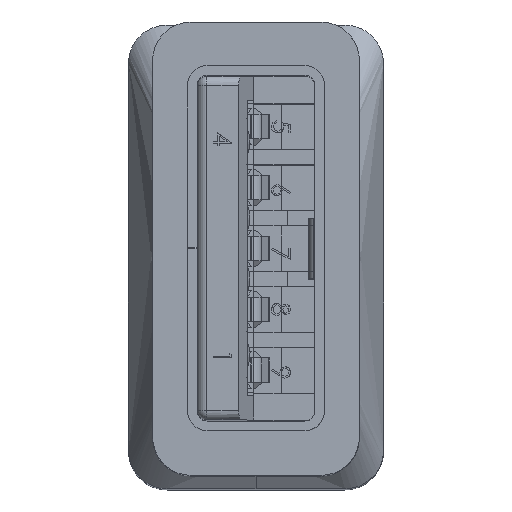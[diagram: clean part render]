
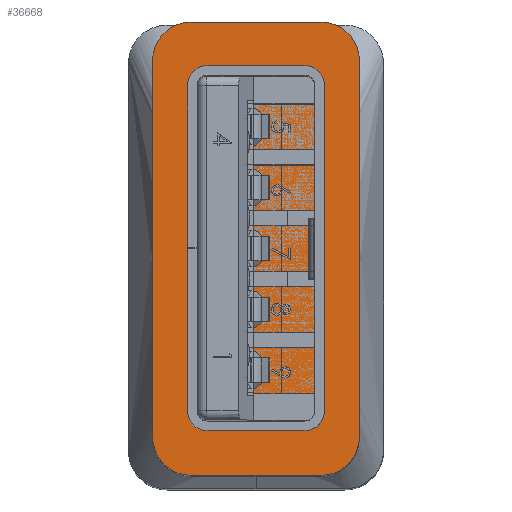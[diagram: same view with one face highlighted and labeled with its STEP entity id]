
A CAD part, top view. The second image highlights one B-rep face of the part: STEP entity #36668.
In plain terms, the highlighted planar face has unit normal (0, 0, 1).
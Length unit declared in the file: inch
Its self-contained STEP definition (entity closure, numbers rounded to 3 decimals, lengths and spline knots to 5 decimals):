
#1353 = LINE ( 'NONE', #21974, #46269 ) ;
#1851 = ORIENTED_EDGE ( 'NONE', *, *, #15875, .T. ) ;
#2702 = AXIS2_PLACEMENT_3D ( 'NONE', #17333, #57853, #11256 ) ;
#3364 = CARTESIAN_POINT ( 'NONE',  ( 0., 0., 0. ) ) ;
#3413 = CARTESIAN_POINT ( 'NONE',  ( 0.24331, -0.13386, 0. ) ) ;
#3814 = CARTESIAN_POINT ( 'NONE',  ( 0.29331, -0.08386, 0. ) ) ;
#4196 = ORIENTED_EDGE ( 'NONE', *, *, #31427, .T. ) ;
#6176 = VERTEX_POINT ( 'NONE', #3413 ) ;
#6252 = DIRECTION ( 'NONE',  ( -1., 0., 0. ) ) ;
#6464 = EDGE_CURVE ( 'NONE', #24672, #23769, #26582, .T. ) ;
#7380 = EDGE_CURVE ( 'NONE', #10030, #36203, #48483, .T. ) ;
#10030 = VERTEX_POINT ( 'NONE', #28819 ) ;
#11256 = DIRECTION ( 'NONE',  ( -1., 0., 0. ) ) ;
#14862 = CARTESIAN_POINT ( 'NONE',  ( -0.29331, -0.13386, 0. ) ) ;
#15443 = CARTESIAN_POINT ( 'NONE',  ( -0.24331, -0.13386, 0. ) ) ;
#15641 = CARTESIAN_POINT ( 'NONE',  ( -0.24331, -0.08386, 0. ) ) ;
#15658 = ORIENTED_EDGE ( 'NONE', *, *, #6464, .T. ) ;
#15747 = CARTESIAN_POINT ( 'NONE',  ( -0.24331, 0.08386, 0. ) ) ;
#15875 = EDGE_CURVE ( 'NONE', #36203, #64672, #60426, .T. ) ;
#16085 = ORIENTED_EDGE ( 'NONE', *, *, #34479, .T. ) ;
#16658 = DIRECTION ( 'NONE',  ( -1., 0., 0. ) ) ;
#17333 = CARTESIAN_POINT ( 'NONE',  ( 0.24331, 0.08386, 0. ) ) ;
#18591 = PLANE ( 'NONE',  #19935 ) ;
#19935 = AXIS2_PLACEMENT_3D ( 'NONE', #3364, #39191, #35114 ) ;
#21974 = CARTESIAN_POINT ( 'NONE',  ( 0.29331, -0.13386, 0. ) ) ;
#22081 = CARTESIAN_POINT ( 'NONE',  ( -0.24331, 0.13386, 0. ) ) ;
#22534 = ORIENTED_EDGE ( 'NONE', *, *, #47185, .T. ) ;
#23286 = AXIS2_PLACEMENT_3D ( 'NONE', #15641, #36246, #16658 ) ;
#23769 = VERTEX_POINT ( 'NONE', #15443 ) ;
#24672 = VERTEX_POINT ( 'NONE', #60880 ) ;
#25401 = ORIENTED_EDGE ( 'NONE', *, *, #42489, .T. ) ;
#26582 = CIRCLE ( 'NONE', #23286, 0.05 ) ;
#28819 = CARTESIAN_POINT ( 'NONE',  ( 0.24331, 0.13386, 0. ) ) ;
#31327 = AXIS2_PLACEMENT_3D ( 'NONE', #15747, #40743, #32228 ) ;
#31427 = EDGE_CURVE ( 'NONE', #61907, #10030, #65231, .T. ) ;
#32228 = DIRECTION ( 'NONE',  ( -1., 0., 0. ) ) ;
#33459 = VERTEX_POINT ( 'NONE', #3814 ) ;
#34479 = EDGE_CURVE ( 'NONE', #6176, #33459, #59715, .T. ) ;
#35114 = DIRECTION ( 'NONE',  ( -1., 0., 0. ) ) ;
#36203 = VERTEX_POINT ( 'NONE', #22081 ) ;
#36246 = DIRECTION ( 'NONE',  ( 0., 0., 1. ) ) ;
#36453 = EDGE_CURVE ( 'NONE', #64672, #24672, #56443, .T. ) ;
#36668 = ADVANCED_FACE ( 'NONE', ( #60754 ), #18591, .F. ) ;
#36855 = DIRECTION ( 'NONE',  ( 0., -1., 0. ) ) ;
#38717 = ORIENTED_EDGE ( 'NONE', *, *, #36453, .T. ) ;
#39191 = DIRECTION ( 'NONE',  ( 0., 0., -1. ) ) ;
#40743 = DIRECTION ( 'NONE',  ( 0., 0., 1. ) ) ;
#41557 = CARTESIAN_POINT ( 'NONE',  ( -0.29331, -0.13386, 0. ) ) ;
#41954 = DIRECTION ( 'NONE',  ( -1., 0., 0. ) ) ;
#42489 = EDGE_CURVE ( 'NONE', #23769, #6176, #66214, .T. ) ;
#42940 = DIRECTION ( 'NONE',  ( 0., 0., 1. ) ) ;
#44347 = ORIENTED_EDGE ( 'NONE', *, *, #7380, .T. ) ;
#46269 = VECTOR ( 'NONE', #46285, 39.37008 ) ;
#46285 = DIRECTION ( 'NONE',  ( 0., 1., 0. ) ) ;
#47185 = EDGE_CURVE ( 'NONE', #33459, #61907, #1353, .T. ) ;
#48483 = LINE ( 'NONE', #62325, #60003 ) ;
#51324 = DIRECTION ( 'NONE',  ( 1., 0., 0. ) ) ;
#52817 = CARTESIAN_POINT ( 'NONE',  ( -0.29331, 0.08386, 0. ) ) ;
#54881 = CARTESIAN_POINT ( 'NONE',  ( 0.29331, 0.08386, 0. ) ) ;
#56443 = LINE ( 'NONE', #41557, #56507 ) ;
#56507 = VECTOR ( 'NONE', #36855, 39.37008 ) ;
#57853 = DIRECTION ( 'NONE',  ( 0., 0., 1. ) ) ;
#59715 = CIRCLE ( 'NONE', #61850, 0.05 ) ;
#60003 = VECTOR ( 'NONE', #6252, 39.37008 ) ;
#60044 = EDGE_LOOP ( 'NONE', ( #25401, #16085, #22534, #4196, #44347, #1851, #38717, #15658 ) ) ;
#60426 = CIRCLE ( 'NONE', #31327, 0.05 ) ;
#60754 = FACE_OUTER_BOUND ( 'NONE', #60044, .T. ) ;
#60880 = CARTESIAN_POINT ( 'NONE',  ( -0.29331, -0.08386, 0. ) ) ;
#60966 = VECTOR ( 'NONE', #51324, 39.37008 ) ;
#61850 = AXIS2_PLACEMENT_3D ( 'NONE', #63550, #42940, #41954 ) ;
#61907 = VERTEX_POINT ( 'NONE', #54881 ) ;
#62325 = CARTESIAN_POINT ( 'NONE',  ( -0.29331, 0.13386, 0. ) ) ;
#63550 = CARTESIAN_POINT ( 'NONE',  ( 0.24331, -0.08386, 0. ) ) ;
#64672 = VERTEX_POINT ( 'NONE', #52817 ) ;
#65231 = CIRCLE ( 'NONE', #2702, 0.05 ) ;
#66214 = LINE ( 'NONE', #14862, #60966 ) ;
